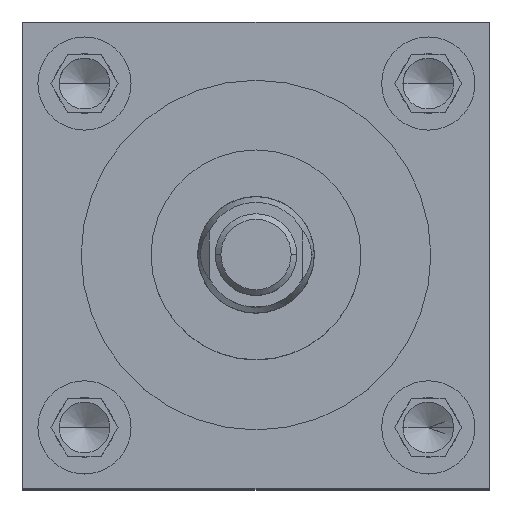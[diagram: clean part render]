
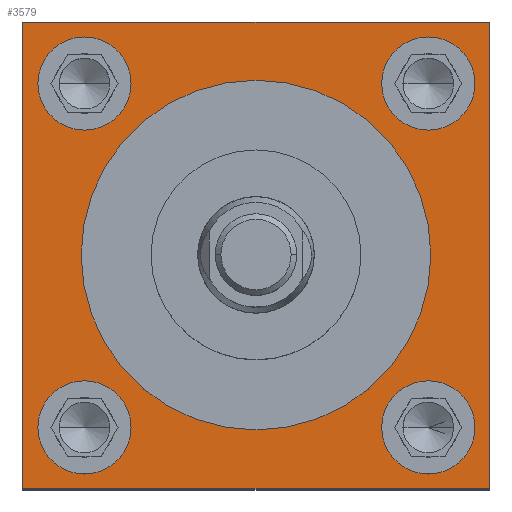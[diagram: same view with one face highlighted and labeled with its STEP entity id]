
A CAD part, top view. The second image highlights one B-rep face of the part: STEP entity #3579.
In plain terms, the highlighted planar face has unit normal (0, 0, 1).
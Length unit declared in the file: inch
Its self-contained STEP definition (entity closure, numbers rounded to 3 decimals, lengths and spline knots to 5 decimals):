
#36 = AXIS2_PLACEMENT_3D ( 'NONE', #5718, #276, #4546 ) ;
#136 = DIRECTION ( 'NONE',  ( 0., 0., 1. ) ) ;
#138 = LINE ( 'NONE', #1347, #942 ) ;
#189 = ORIENTED_EDGE ( 'NONE', *, *, #244, .F. ) ;
#207 = CARTESIAN_POINT ( 'NONE',  ( 0.674, -0.924, 5.625 ) ) ;
#218 = CARTESIAN_POINT ( 'NONE',  ( 0., 0., 5.625 ) ) ;
#244 = EDGE_CURVE ( 'NONE', #4730, #3945, #6994, .T. ) ;
#246 = PLANE ( 'NONE',  #3552 ) ;
#276 = DIRECTION ( 'NONE',  ( 0., 0., 1. ) ) ;
#288 = CIRCLE ( 'NONE', #2990, 0.25 ) ;
#437 = CARTESIAN_POINT ( 'NONE',  ( 0.924, 0.92, 5.625 ) ) ;
#507 = DIRECTION ( 'NONE',  ( 1., 0., 0. ) ) ;
#541 = CIRCLE ( 'NONE', #1662, 0.25 ) ;
#598 = DIRECTION ( 'NONE',  ( 0., 0., 1. ) ) ;
#651 = AXIS2_PLACEMENT_3D ( 'NONE', #6486, #4818, #5428 ) ;
#836 = FACE_BOUND ( 'NONE', #4799, .T. ) ;
#942 = VECTOR ( 'NONE', #5695, 39.37008 ) ;
#979 = EDGE_CURVE ( 'NONE', #6576, #6676, #541, .T. ) ;
#1007 = EDGE_CURVE ( 'NONE', #5056, #1321, #1728, .T. ) ;
#1068 = LINE ( 'NONE', #4844, #5598 ) ;
#1092 = CARTESIAN_POINT ( 'NONE',  ( -0.92, -0.924, 5.625 ) ) ;
#1093 = CIRCLE ( 'NONE', #5530, 0.9375 ) ;
#1096 = EDGE_CURVE ( 'NONE', #5351, #2692, #5077, .T. ) ;
#1102 = EDGE_CURVE ( 'NONE', #5182, #5893, #3472, .T. ) ;
#1321 = VERTEX_POINT ( 'NONE', #5010 ) ;
#1347 = CARTESIAN_POINT ( 'NONE',  ( -1.25, -1.25, 5.625 ) ) ;
#1399 = CARTESIAN_POINT ( 'NONE',  ( -1.25, 1.25, 5.625 ) ) ;
#1401 = EDGE_LOOP ( 'NONE', ( #2937, #6435 ) ) ;
#1415 = EDGE_CURVE ( 'NONE', #2875, #5056, #138, .T. ) ;
#1418 = ORIENTED_EDGE ( 'NONE', *, *, #6306, .T. ) ;
#1448 = ORIENTED_EDGE ( 'NONE', *, *, #6753, .F. ) ;
#1554 = ORIENTED_EDGE ( 'NONE', *, *, #1102, .F. ) ;
#1657 = DIRECTION ( 'NONE',  ( 1., 0., 0. ) ) ;
#1662 = AXIS2_PLACEMENT_3D ( 'NONE', #437, #2587, #3048 ) ;
#1666 = CIRCLE ( 'NONE', #651, 0.25 ) ;
#1728 = LINE ( 'NONE', #3893, #4516 ) ;
#1860 = DIRECTION ( 'NONE',  ( 0., 0., 1. ) ) ;
#1984 = AXIS2_PLACEMENT_3D ( 'NONE', #1092, #3361, #5551 ) ;
#2063 = CARTESIAN_POINT ( 'NONE',  ( 0.9375, 0., 5.625 ) ) ;
#2131 = DIRECTION ( 'NONE',  ( 0., 1., 0. ) ) ;
#2216 = EDGE_LOOP ( 'NONE', ( #4168, #6255 ) ) ;
#2303 = EDGE_CURVE ( 'NONE', #3759, #4790, #3904, .T. ) ;
#2402 = DIRECTION ( 'NONE',  ( 0., 0., -1. ) ) ;
#2405 = CARTESIAN_POINT ( 'NONE',  ( -0.9375, 0., 5.625 ) ) ;
#2475 = EDGE_LOOP ( 'NONE', ( #4648, #189 ) ) ;
#2483 = CARTESIAN_POINT ( 'NONE',  ( 1.174, 0.92, 5.625 ) ) ;
#2587 = DIRECTION ( 'NONE',  ( 0., 0., 1. ) ) ;
#2594 = EDGE_CURVE ( 'NONE', #5893, #5182, #5910, .T. ) ;
#2669 = CARTESIAN_POINT ( 'NONE',  ( 1.174, -0.924, 5.625 ) ) ;
#2673 = AXIS2_PLACEMENT_3D ( 'NONE', #2952, #1860, #5686 ) ;
#2692 = VERTEX_POINT ( 'NONE', #3436 ) ;
#2875 = VERTEX_POINT ( 'NONE', #6843 ) ;
#2929 = FACE_BOUND ( 'NONE', #2475, .T. ) ;
#2937 = ORIENTED_EDGE ( 'NONE', *, *, #1096, .F. ) ;
#2952 = CARTESIAN_POINT ( 'NONE',  ( -0.92, 0.92, 5.625 ) ) ;
#2990 = AXIS2_PLACEMENT_3D ( 'NONE', #4297, #4874, #507 ) ;
#3048 = DIRECTION ( 'NONE',  ( 1., 0., 0. ) ) ;
#3089 = CIRCLE ( 'NONE', #36, 0.25 ) ;
#3102 = CARTESIAN_POINT ( 'NONE',  ( -0.67, -0.924, 5.625 ) ) ;
#3156 = AXIS2_PLACEMENT_3D ( 'NONE', #3939, #3895, #6126 ) ;
#3182 = VECTOR ( 'NONE', #5207, 39.37008 ) ;
#3361 = DIRECTION ( 'NONE',  ( 0., 0., 1. ) ) ;
#3436 = CARTESIAN_POINT ( 'NONE',  ( -1.17, -0.924, 5.625 ) ) ;
#3472 = CIRCLE ( 'NONE', #3578, 0.25 ) ;
#3514 = DIRECTION ( 'NONE',  ( 1., 0., 0. ) ) ;
#3524 = LINE ( 'NONE', #5712, #3182 ) ;
#3552 = AXIS2_PLACEMENT_3D ( 'NONE', #1399, #2402, #4608 ) ;
#3577 = EDGE_CURVE ( 'NONE', #3945, #4730, #3089, .T. ) ;
#3578 = AXIS2_PLACEMENT_3D ( 'NONE', #6640, #598, #3822 ) ;
#3579 = ADVANCED_FACE ( 'NONE', ( #836, #4034, #5784, #2929, #6836, #5752 ), #246, .F. ) ;
#3664 = VERTEX_POINT ( 'NONE', #4710 ) ;
#3759 = VERTEX_POINT ( 'NONE', #2063 ) ;
#3795 = ORIENTED_EDGE ( 'NONE', *, *, #1415, .T. ) ;
#3822 = DIRECTION ( 'NONE',  ( 1., 0., 0. ) ) ;
#3893 = CARTESIAN_POINT ( 'NONE',  ( -1.25, -1.25, 5.625 ) ) ;
#3895 = DIRECTION ( 'NONE',  ( 0., 0., 1. ) ) ;
#3904 = CIRCLE ( 'NONE', #5392, 0.9375 ) ;
#3939 = CARTESIAN_POINT ( 'NONE',  ( 0.924, -0.924, 5.625 ) ) ;
#3945 = VERTEX_POINT ( 'NONE', #4414 ) ;
#4034 = FACE_BOUND ( 'NONE', #6490, .T. ) ;
#4168 = ORIENTED_EDGE ( 'NONE', *, *, #2303, .F. ) ;
#4297 = CARTESIAN_POINT ( 'NONE',  ( 0.924, 0.92, 5.625 ) ) ;
#4414 = CARTESIAN_POINT ( 'NONE',  ( -0.67, 0.92, 5.625 ) ) ;
#4516 = VECTOR ( 'NONE', #1657, 39.37008 ) ;
#4546 = DIRECTION ( 'NONE',  ( 1., 0., 0. ) ) ;
#4608 = DIRECTION ( 'NONE',  ( -1., 0., 0. ) ) ;
#4648 = ORIENTED_EDGE ( 'NONE', *, *, #3577, .F. ) ;
#4654 = DIRECTION ( 'NONE',  ( 0., 0., 1. ) ) ;
#4695 = EDGE_CURVE ( 'NONE', #4790, #3759, #1093, .T. ) ;
#4710 = CARTESIAN_POINT ( 'NONE',  ( 1.25, 1.25, 5.625 ) ) ;
#4730 = VERTEX_POINT ( 'NONE', #6079 ) ;
#4790 = VERTEX_POINT ( 'NONE', #2405 ) ;
#4799 = EDGE_LOOP ( 'NONE', ( #5879, #1554 ) ) ;
#4818 = DIRECTION ( 'NONE',  ( 0., 0., 1. ) ) ;
#4844 = CARTESIAN_POINT ( 'NONE',  ( 1.25, -1.25, 5.625 ) ) ;
#4874 = DIRECTION ( 'NONE',  ( 0., 0., 1. ) ) ;
#5010 = CARTESIAN_POINT ( 'NONE',  ( 1.25, -1.25, 5.625 ) ) ;
#5013 = EDGE_CURVE ( 'NONE', #2692, #5351, #1666, .T. ) ;
#5056 = VERTEX_POINT ( 'NONE', #7015 ) ;
#5077 = CIRCLE ( 'NONE', #1984, 0.25 ) ;
#5137 = CARTESIAN_POINT ( 'NONE',  ( 0.674, 0.92, 5.625 ) ) ;
#5182 = VERTEX_POINT ( 'NONE', #207 ) ;
#5207 = DIRECTION ( 'NONE',  ( -1., 0., 0. ) ) ;
#5351 = VERTEX_POINT ( 'NONE', #3102 ) ;
#5392 = AXIS2_PLACEMENT_3D ( 'NONE', #6293, #4654, #3514 ) ;
#5428 = DIRECTION ( 'NONE',  ( 1., 0., 0. ) ) ;
#5508 = DIRECTION ( 'NONE',  ( 1., 0., 0. ) ) ;
#5530 = AXIS2_PLACEMENT_3D ( 'NONE', #218, #136, #5508 ) ;
#5551 = DIRECTION ( 'NONE',  ( 1., 0., 0. ) ) ;
#5559 = ORIENTED_EDGE ( 'NONE', *, *, #1007, .T. ) ;
#5598 = VECTOR ( 'NONE', #2131, 39.37008 ) ;
#5638 = ORIENTED_EDGE ( 'NONE', *, *, #979, .F. ) ;
#5686 = DIRECTION ( 'NONE',  ( 1., 0., 0. ) ) ;
#5695 = DIRECTION ( 'NONE',  ( 0., -1., 0. ) ) ;
#5712 = CARTESIAN_POINT ( 'NONE',  ( -1.25, 1.25, 5.625 ) ) ;
#5718 = CARTESIAN_POINT ( 'NONE',  ( -0.92, 0.92, 5.625 ) ) ;
#5752 = FACE_OUTER_BOUND ( 'NONE', #6123, .T. ) ;
#5784 = FACE_BOUND ( 'NONE', #1401, .T. ) ;
#5836 = ORIENTED_EDGE ( 'NONE', *, *, #6209, .T. ) ;
#5879 = ORIENTED_EDGE ( 'NONE', *, *, #2594, .F. ) ;
#5893 = VERTEX_POINT ( 'NONE', #2669 ) ;
#5910 = CIRCLE ( 'NONE', #3156, 0.25 ) ;
#6079 = CARTESIAN_POINT ( 'NONE',  ( -1.17, 0.92, 5.625 ) ) ;
#6123 = EDGE_LOOP ( 'NONE', ( #3795, #5559, #1418, #5836 ) ) ;
#6126 = DIRECTION ( 'NONE',  ( 1., 0., 0. ) ) ;
#6209 = EDGE_CURVE ( 'NONE', #3664, #2875, #3524, .T. ) ;
#6255 = ORIENTED_EDGE ( 'NONE', *, *, #4695, .F. ) ;
#6293 = CARTESIAN_POINT ( 'NONE',  ( 0., 0., 5.625 ) ) ;
#6306 = EDGE_CURVE ( 'NONE', #1321, #3664, #1068, .T. ) ;
#6435 = ORIENTED_EDGE ( 'NONE', *, *, #5013, .F. ) ;
#6486 = CARTESIAN_POINT ( 'NONE',  ( -0.92, -0.924, 5.625 ) ) ;
#6490 = EDGE_LOOP ( 'NONE', ( #5638, #1448 ) ) ;
#6576 = VERTEX_POINT ( 'NONE', #2483 ) ;
#6640 = CARTESIAN_POINT ( 'NONE',  ( 0.924, -0.924, 5.625 ) ) ;
#6676 = VERTEX_POINT ( 'NONE', #5137 ) ;
#6753 = EDGE_CURVE ( 'NONE', #6676, #6576, #288, .T. ) ;
#6836 = FACE_BOUND ( 'NONE', #2216, .T. ) ;
#6843 = CARTESIAN_POINT ( 'NONE',  ( -1.25, 1.25, 5.625 ) ) ;
#6994 = CIRCLE ( 'NONE', #2673, 0.25 ) ;
#7015 = CARTESIAN_POINT ( 'NONE',  ( -1.25, -1.25, 5.625 ) ) ;
